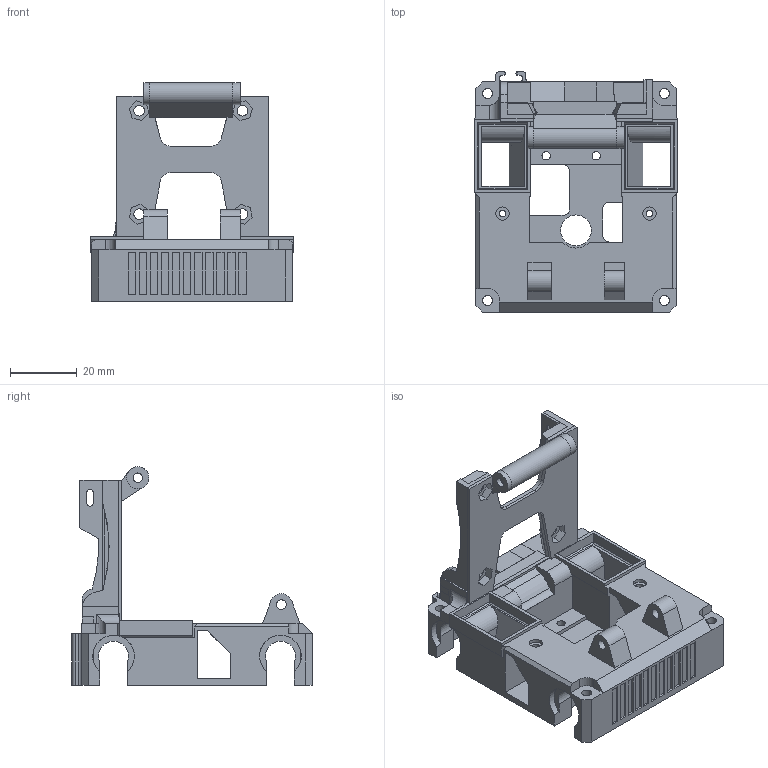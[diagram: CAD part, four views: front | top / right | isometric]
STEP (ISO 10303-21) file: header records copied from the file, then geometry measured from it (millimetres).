
FILE_DESCRIPTION(('FreeCAD Model'),'2;1');
FILE_NAME('Open CASCADE Shape Model','2023-05-05T23:52:47',(''),(''), 'Open CASCADE STEP processor 7.6','FreeCAD','Unknown');
FILE_SCHEMA(('AUTOMOTIVE_DESIGN { 1 0 10303 214 1 1 1 1 }'));
Length unit declared in the file: millimetre
Products named in the file (1): 5015-top-ebb42
Bounding box: 61 x 72 x 65.52 mm (x, y, z)
Volume: 34012.4 mm3; surface area: 27043.4 mm2
Topology: 1 solids, 1 shells, 498 faces, 1384 edges, 890 vertices
Faces by surface type: plane 396, cylinder 98, cone 4
Full cylindrical faces by diameter (mm): 2 x4, 2.5 x2, 2.8 x3, 2.9 x2, 3 x4, 3.2 x4, 4 x2, 6.6 x2, 9.25 x1
Entity records: 35858 total; most frequent: CARTESIAN_POINT 6984, DIRECTION 5092, LINE 3558, VECTOR 3558, ORIENTED_EDGE 2768, PCURVE 2768, DEFINITIONAL_REPRESENTATION 2768, EDGE_CURVE 1384
